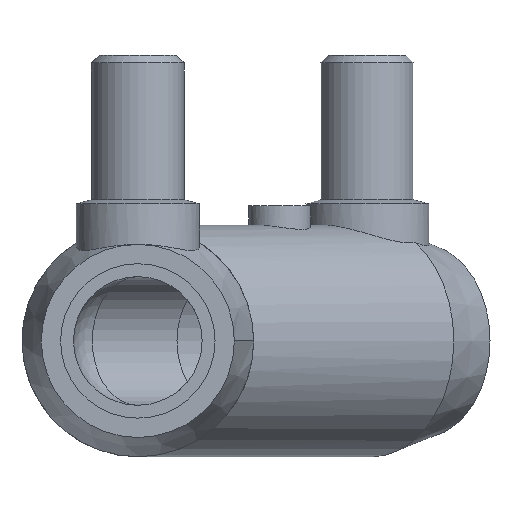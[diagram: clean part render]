
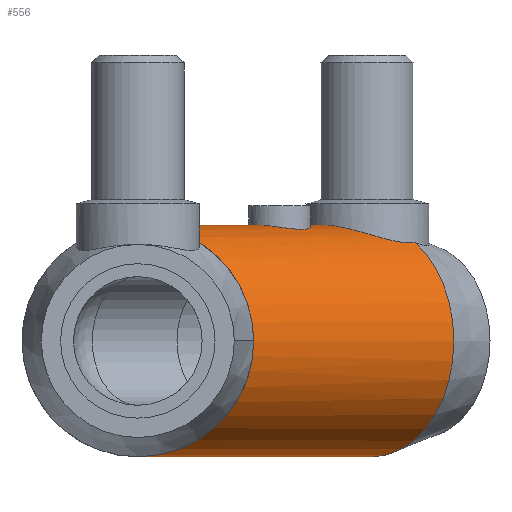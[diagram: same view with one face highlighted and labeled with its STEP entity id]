
A CAD part, front view. The second image highlights one B-rep face of the part: STEP entity #556.
In plain terms, the highlighted cylindrical face has radius 15 mm (diameter 30 mm), a full revolution.
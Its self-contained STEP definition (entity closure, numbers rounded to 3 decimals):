
#19=ELLIPSE('',#644,16.236,15.);
#20=ELLIPSE('',#646,16.236,15.);
#36=CYLINDRICAL_SURFACE('',#648,15.);
#44=FACE_BOUND('',#140,.T.);
#93=FACE_OUTER_BOUND('',#139,.T.);
#139=EDGE_LOOP('',(#491,#492,#493,#494,#495,#496,#497,#498,#499));
#140=EDGE_LOOP('',(#500,#501));
#148=B_SPLINE_CURVE_WITH_KNOTS('',3,(#898,#899,#900,#901,#902,#903,#904,
#905,#906,#907,#908,#909,#910,#911,#912,#913,#914,#915,#916,#917,#918,#919,
#920,#921,#922,#923,#924,#925,#926,#927),.UNSPECIFIED.,.F.,.F.,(4,2,2,2,
2,2,2,2,2,2,2,2,2,2,4),(0.,0.151,0.303,0.454,
0.606,0.757,0.909,1.06,
1.212,1.363,1.515,1.666,1.818,
1.969,2.121),.UNSPECIFIED.);
#149=B_SPLINE_CURVE_WITH_KNOTS('',3,(#928,#929,#930,#931,#932,#933),
 .UNSPECIFIED.,.F.,.F.,(4,2,4),(2.121,2.272,2.423),
 .UNSPECIFIED.);
#151=B_SPLINE_CURVE_WITH_KNOTS('',3,(#981,#982,#983,#984,#985,#986,#987,
#988,#989,#990,#991,#992,#993,#994,#995,#996,#997,#998,#999,#1000,#1001),
 .UNSPECIFIED.,.F.,.F.,(4,3,2,2,2,2,2,2,2,4),(4.85,4.936,
5.245,5.554,5.862,6.17,6.478,
6.786,7.095,7.404),.UNSPECIFIED.);
#153=B_SPLINE_CURVE_WITH_KNOTS('',3,(#1026,#1027,#1028,#1029),
 .UNSPECIFIED.,.F.,.F.,(4,4),(7.404,7.491),
 .UNSPECIFIED.);
#179=CIRCLE('',#622,15.);
#180=CIRCLE('',#623,15.);
#192=CIRCLE('',#649,15.);
#217=LINE('',#1148,#241);
#241=VECTOR('',#828,15.);
#256=VERTEX_POINT('',#895);
#257=VERTEX_POINT('',#897);
#261=VERTEX_POINT('',#978);
#262=VERTEX_POINT('',#980);
#263=VERTEX_POINT('',#1002);
#273=VERTEX_POINT('',#1064);
#285=VERTEX_POINT('',#1139);
#286=VERTEX_POINT('',#1140);
#287=VERTEX_POINT('',#1144);
#308=EDGE_CURVE('',#257,#256,#148,.T.);
#309=EDGE_CURVE('',#256,#257,#149,.T.);
#315=EDGE_CURVE('',#262,#261,#151,.T.);
#317=EDGE_CURVE('',#261,#263,#153,.T.);
#334=EDGE_CURVE('',#273,#263,#179,.T.);
#335=EDGE_CURVE('',#262,#273,#180,.T.);
#355=EDGE_CURVE('',#285,#286,#19,.T.);
#358=EDGE_CURVE('',#286,#287,#20,.T.);
#360=EDGE_CURVE('',#273,#286,#217,.T.);
#361=EDGE_CURVE('',#285,#287,#192,.T.);
#491=ORIENTED_EDGE('',*,*,#315,.T.);
#492=ORIENTED_EDGE('',*,*,#317,.T.);
#493=ORIENTED_EDGE('',*,*,#334,.F.);
#494=ORIENTED_EDGE('',*,*,#360,.T.);
#495=ORIENTED_EDGE('',*,*,#355,.F.);
#496=ORIENTED_EDGE('',*,*,#361,.T.);
#497=ORIENTED_EDGE('',*,*,#358,.F.);
#498=ORIENTED_EDGE('',*,*,#360,.F.);
#499=ORIENTED_EDGE('',*,*,#335,.F.);
#500=ORIENTED_EDGE('',*,*,#308,.T.);
#501=ORIENTED_EDGE('',*,*,#309,.T.);
#556=ADVANCED_FACE('',(#93,#44),#36,.T.);
#622=AXIS2_PLACEMENT_3D('',#1066,#766,#767);
#623=AXIS2_PLACEMENT_3D('',#1067,#768,#769);
#644=AXIS2_PLACEMENT_3D('',#1141,#817,#818);
#646=AXIS2_PLACEMENT_3D('',#1145,#822,#823);
#648=AXIS2_PLACEMENT_3D('',#1147,#826,#827);
#649=AXIS2_PLACEMENT_3D('',#1149,#829,#830);
#766=DIRECTION('center_axis',(0.707,0.707,0.));
#767=DIRECTION('ref_axis',(0.707,-0.707,0.));
#768=DIRECTION('center_axis',(0.707,0.707,0.));
#769=DIRECTION('ref_axis',(0.707,-0.707,0.));
#817=DIRECTION('center_axis',(-0.383,-0.924,0.));
#818=DIRECTION('ref_axis',(-0.924,0.383,0.));
#822=DIRECTION('center_axis',(-0.383,-0.924,0.));
#823=DIRECTION('ref_axis',(-0.924,0.383,0.));
#826=DIRECTION('center_axis',(0.707,0.707,0.));
#827=DIRECTION('ref_axis',(-0.707,0.707,0.));
#828=DIRECTION('',(-0.707,-0.707,0.));
#829=DIRECTION('center_axis',(0.707,0.707,0.));
#830=DIRECTION('ref_axis',(-0.707,0.707,0.));
#895=CARTESIAN_POINT('',(22.385,33.885,14.731));
#897=CARTESIAN_POINT('',(21.213,31.056,14.457));
#898=CARTESIAN_POINT('Ctrl Pts',(21.213,31.056,14.457));
#899=CARTESIAN_POINT('Ctrl Pts',(20.856,30.699,14.457));
#900=CARTESIAN_POINT('Ctrl Pts',(20.405,30.391,14.486));
#901=CARTESIAN_POINT('Ctrl Pts',(19.419,29.984,14.59));
#902=CARTESIAN_POINT('Ctrl Pts',(18.885,29.885,14.663));
#903=CARTESIAN_POINT('Ctrl Pts',(17.885,29.885,14.799));
#904=CARTESIAN_POINT('Ctrl Pts',(17.35,29.984,14.871));
#905=CARTESIAN_POINT('Ctrl Pts',(16.365,30.391,14.972));
#906=CARTESIAN_POINT('Ctrl Pts',(15.913,30.699,15.));
#907=CARTESIAN_POINT('Ctrl Pts',(15.199,31.413,15.));
#908=CARTESIAN_POINT('Ctrl Pts',(14.891,31.865,14.972));
#909=CARTESIAN_POINT('Ctrl Pts',(14.484,32.85,14.871));
#910=CARTESIAN_POINT('Ctrl Pts',(14.385,33.385,14.799));
#911=CARTESIAN_POINT('Ctrl Pts',(14.385,34.385,14.663));
#912=CARTESIAN_POINT('Ctrl Pts',(14.484,34.919,14.59));
#913=CARTESIAN_POINT('Ctrl Pts',(14.891,35.905,14.486));
#914=CARTESIAN_POINT('Ctrl Pts',(15.199,36.356,14.457));
#915=CARTESIAN_POINT('Ctrl Pts',(15.913,37.07,14.457));
#916=CARTESIAN_POINT('Ctrl Pts',(16.365,37.378,14.486));
#917=CARTESIAN_POINT('Ctrl Pts',(17.35,37.785,14.59));
#918=CARTESIAN_POINT('Ctrl Pts',(17.884,37.885,14.663));
#919=CARTESIAN_POINT('Ctrl Pts',(18.885,37.885,14.799));
#920=CARTESIAN_POINT('Ctrl Pts',(19.419,37.785,14.871));
#921=CARTESIAN_POINT('Ctrl Pts',(20.405,37.378,14.972));
#922=CARTESIAN_POINT('Ctrl Pts',(20.856,37.07,15.));
#923=CARTESIAN_POINT('Ctrl Pts',(21.57,36.356,15.));
#924=CARTESIAN_POINT('Ctrl Pts',(21.878,35.905,14.972));
#925=CARTESIAN_POINT('Ctrl Pts',(22.285,34.919,14.871));
#926=CARTESIAN_POINT('Ctrl Pts',(22.385,34.385,14.799));
#927=CARTESIAN_POINT('Ctrl Pts',(22.385,33.885,14.731));
#928=CARTESIAN_POINT('Ctrl Pts',(22.385,33.885,14.731));
#929=CARTESIAN_POINT('Ctrl Pts',(22.385,33.384,14.663));
#930=CARTESIAN_POINT('Ctrl Pts',(22.285,32.85,14.59));
#931=CARTESIAN_POINT('Ctrl Pts',(21.878,31.865,14.486));
#932=CARTESIAN_POINT('Ctrl Pts',(21.57,31.413,14.457));
#933=CARTESIAN_POINT('Ctrl Pts',(21.213,31.056,14.457));
#978=CARTESIAN_POINT('',(24.042,50.855,12.689));
#980=CARTESIAN_POINT('',(35.94,40.194,12.719));
#981=CARTESIAN_POINT('Ctrl Pts',(35.94,40.194,12.719));
#982=CARTESIAN_POINT('Ctrl Pts',(35.755,39.964,12.699));
#983=CARTESIAN_POINT('Ctrl Pts',(35.56,39.746,12.689));
#984=CARTESIAN_POINT('Ctrl Pts',(35.355,39.542,12.689));
#985=CARTESIAN_POINT('Ctrl Pts',(34.627,38.813,12.689));
#986=CARTESIAN_POINT('Ctrl Pts',(33.715,38.198,12.827));
#987=CARTESIAN_POINT('Ctrl Pts',(31.746,37.392,13.292));
#988=CARTESIAN_POINT('Ctrl Pts',(30.689,37.198,13.607));
#989=CARTESIAN_POINT('Ctrl Pts',(28.712,37.198,14.176));
#990=CARTESIAN_POINT('Ctrl Pts',(27.652,37.392,14.471));
#991=CARTESIAN_POINT('Ctrl Pts',(25.68,38.199,14.885));
#992=CARTESIAN_POINT('Ctrl Pts',(24.767,38.816,15.));
#993=CARTESIAN_POINT('Ctrl Pts',(23.316,40.267,15.));
#994=CARTESIAN_POINT('Ctrl Pts',(22.699,41.18,14.885));
#995=CARTESIAN_POINT('Ctrl Pts',(21.892,43.152,14.471));
#996=CARTESIAN_POINT('Ctrl Pts',(21.698,44.212,14.176));
#997=CARTESIAN_POINT('Ctrl Pts',(21.698,46.189,13.607));
#998=CARTESIAN_POINT('Ctrl Pts',(21.892,47.246,13.292));
#999=CARTESIAN_POINT('Ctrl Pts',(22.698,49.215,12.827));
#1000=CARTESIAN_POINT('Ctrl Pts',(23.313,50.127,12.689));
#1001=CARTESIAN_POINT('Ctrl Pts',(24.042,50.855,12.689));
#1002=CARTESIAN_POINT('',(24.694,51.44,12.719));
#1026=CARTESIAN_POINT('Ctrl Pts',(24.042,50.855,12.689));
#1027=CARTESIAN_POINT('Ctrl Pts',(24.246,51.06,12.689));
#1028=CARTESIAN_POINT('Ctrl Pts',(24.464,51.255,12.699));
#1029=CARTESIAN_POINT('Ctrl Pts',(24.694,51.44,12.719));
#1064=CARTESIAN_POINT('',(40.924,35.211,0.));
#1066=CARTESIAN_POINT('Origin',(30.317,45.817,0.));
#1067=CARTESIAN_POINT('Origin',(30.317,45.817,0.));
#1139=CARTESIAN_POINT('',(0.,15.5,-15.));
#1140=CARTESIAN_POINT('',(15.,9.287,0.));
#1141=CARTESIAN_POINT('Origin',(0.,15.5,0.));
#1144=CARTESIAN_POINT('',(0.,15.5,15.));
#1145=CARTESIAN_POINT('Origin',(0.,15.5,0.));
#1147=CARTESIAN_POINT('Origin',(15.159,30.659,0.));
#1148=CARTESIAN_POINT('',(25.765,20.052,0.));
#1149=CARTESIAN_POINT('Origin',(0.,15.5,0.));
